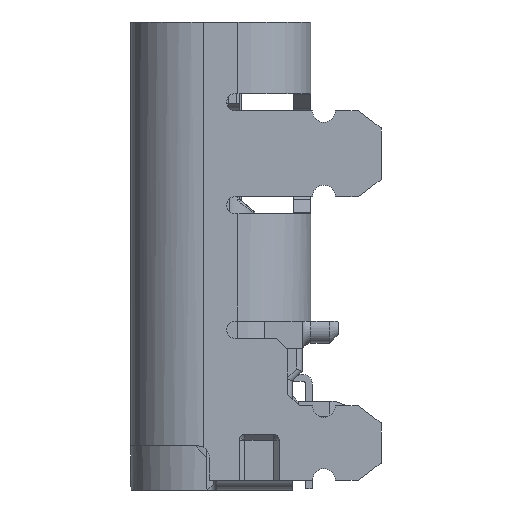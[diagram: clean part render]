
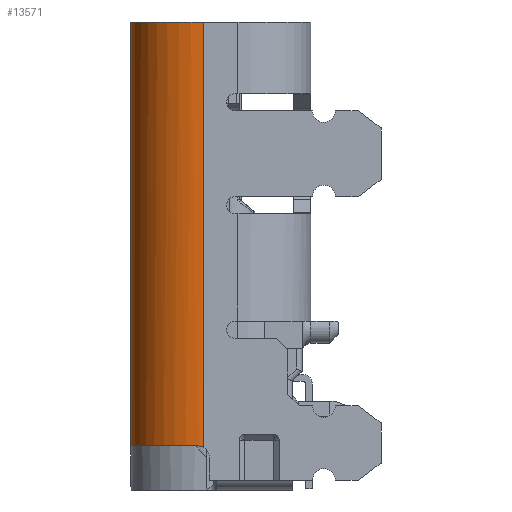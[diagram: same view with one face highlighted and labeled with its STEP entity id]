
A CAD part, left-side view. The second image highlights one B-rep face of the part: STEP entity #13571.
In plain terms, the highlighted cylindrical face has radius 1.27 mm (diameter 2.54 mm), a partial arc.
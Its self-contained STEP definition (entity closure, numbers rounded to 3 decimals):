
#1320 = B_SPLINE_CURVE_WITH_KNOTS ( 'NONE', 3,
 ( #20471, #8827, #11146, #22827 ),
 .UNSPECIFIED., .F., .F.,
 ( 4, 4 ),
 ( 0., 1. ),
 .UNSPECIFIED. ) ;
#1897 = CARTESIAN_POINT ( 'NONE',  ( -3.2, 0.3, 23.577 ) ) ;
#2661 = ORIENTED_EDGE ( 'NONE', *, *, #13003, .F. ) ;
#3305 = CARTESIAN_POINT ( 'NONE',  ( -4.466, 0.4, -2.7 ) ) ;
#4230 = DIRECTION ( 'NONE',  ( 0., 0., -1. ) ) ;
#4580 = VERTEX_POINT ( 'NONE', #15239 ) ;
#5293 = EDGE_CURVE ( 'NONE', #13045, #23178, #1320, .T. ) ;
#5324 = CARTESIAN_POINT ( 'NONE',  ( -4.47, 0.3, 4.7 ) ) ;
#5475 = CARTESIAN_POINT ( 'NONE',  ( -4.47, 0.3, -3.3 ) ) ;
#5669 = LINE ( 'NONE', #26448, #14027 ) ;
#6815 = CARTESIAN_POINT ( 'NONE',  ( -3.2, 0.3, 4.7 ) ) ;
#8122 = DIRECTION ( 'NONE',  ( -1., 0., 0. ) ) ;
#8827 = CARTESIAN_POINT ( 'NONE',  ( -4.469, 0.357, -2.702 ) ) ;
#11070 = VECTOR ( 'NONE', #21812, 1000. ) ;
#11146 = CARTESIAN_POINT ( 'NONE',  ( -4.47, 0.335, -2.708 ) ) ;
#12724 = VERTEX_POINT ( 'NONE', #5324 ) ;
#13003 = EDGE_CURVE ( 'NONE', #21339, #4580, #5669, .T. ) ;
#13045 = VERTEX_POINT ( 'NONE', #3305 ) ;
#13046 = DIRECTION ( 'NONE',  ( 0., 0., -1. ) ) ;
#13362 = EDGE_CURVE ( 'NONE', #23178, #12724, #27805, .T. ) ;
#13571 = ADVANCED_FACE ( 'NONE', ( #28153 ), #28866, .T. ) ;
#14027 = VECTOR ( 'NONE', #24300, 1000. ) ;
#14462 = EDGE_LOOP ( 'NONE', ( #25068, #18219, #25758, #15499, #2661 ) ) ;
#15112 = CIRCLE ( 'NONE', #19234, 1.27 ) ;
#15239 = CARTESIAN_POINT ( 'NONE',  ( -3.2, 1.57, 4.7 ) ) ;
#15499 = ORIENTED_EDGE ( 'NONE', *, *, #28553, .F. ) ;
#16434 = EDGE_CURVE ( 'NONE', #13045, #21339, #15112, .T. ) ;
#18162 = DIRECTION ( 'NONE',  ( 0., 0., 1. ) ) ;
#18219 = ORIENTED_EDGE ( 'NONE', *, *, #5293, .T. ) ;
#19200 = AXIS2_PLACEMENT_3D ( 'NONE', #1897, #4230, #29488 ) ;
#19234 = AXIS2_PLACEMENT_3D ( 'NONE', #26966, #13046, #8122 ) ;
#20471 = CARTESIAN_POINT ( 'NONE',  ( -4.466, 0.4, -2.7 ) ) ;
#20518 = CARTESIAN_POINT ( 'NONE',  ( -4.47, 0.3, -2.727 ) ) ;
#21339 = VERTEX_POINT ( 'NONE', #22835 ) ;
#21812 = DIRECTION ( 'NONE',  ( 0., 0., 1. ) ) ;
#22827 = CARTESIAN_POINT ( 'NONE',  ( -4.47, 0.3, -2.727 ) ) ;
#22835 = CARTESIAN_POINT ( 'NONE',  ( -3.2, 1.57, -2.7 ) ) ;
#23178 = VERTEX_POINT ( 'NONE', #20518 ) ;
#23938 = AXIS2_PLACEMENT_3D ( 'NONE', #6815, #18162, #25259 ) ;
#24300 = DIRECTION ( 'NONE',  ( 0., 0., 1. ) ) ;
#24780 = CIRCLE ( 'NONE', #23938, 1.27 ) ;
#25068 = ORIENTED_EDGE ( 'NONE', *, *, #16434, .F. ) ;
#25259 = DIRECTION ( 'NONE',  ( -1., 0., 0. ) ) ;
#25758 = ORIENTED_EDGE ( 'NONE', *, *, #13362, .T. ) ;
#26448 = CARTESIAN_POINT ( 'NONE',  ( -3.2, 1.57, -3.3 ) ) ;
#26966 = CARTESIAN_POINT ( 'NONE',  ( -3.2, 0.3, -2.7 ) ) ;
#27805 = LINE ( 'NONE', #5475, #11070 ) ;
#28153 = FACE_OUTER_BOUND ( 'NONE', #14462, .T. ) ;
#28553 = EDGE_CURVE ( 'NONE', #4580, #12724, #24780, .T. ) ;
#28866 = CYLINDRICAL_SURFACE ( 'NONE', #19200, 1.27 ) ;
#29488 = DIRECTION ( 'NONE',  ( -1., 0., 0. ) ) ;
